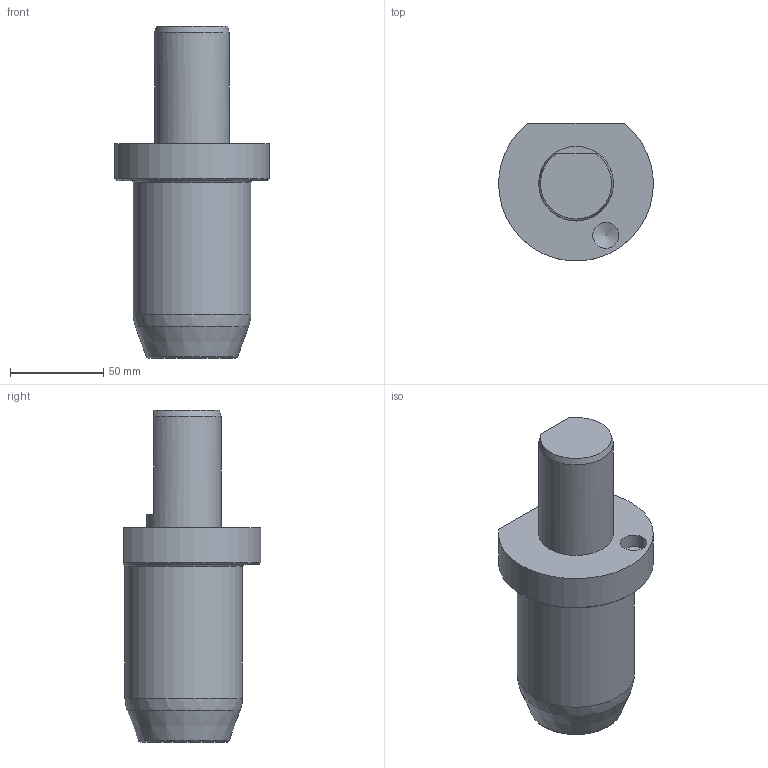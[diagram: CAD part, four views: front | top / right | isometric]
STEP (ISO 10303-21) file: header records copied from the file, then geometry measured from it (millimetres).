
FILE_DESCRIPTION(/* description */ (''),/* implementation_level */ '2;1');
FILE_NAME(/* name */ '1508153992095.stp',/* time_stamp */ '2017-10-16T13:39:58+02:00',/* author */ (''),/* organization */ ('SMS'),/* preprocessor_version */ 'ST-DEVELOPER v15',/* originating_system */ 'SIEMENS PLM Software NX 8.5',/* authorisation */ '');
FILE_SCHEMA (('AUTOMOTIVE_DESIGN { 1 0 10303 214 3 1 1 1 }'));
Length unit declared in the file: millimetre
Products named in the file (1): 201207781MOD000_00
Bounding box: 82.91 x 73.85 x 178 mm (x, y, z)
Volume: 458514.6 mm3; surface area: 40425.2 mm2
Topology: 1 solids, 1 shells, 18 faces, 41 edges, 26 vertices
Faces by surface type: plane 7, cone 4, cylinder 4, torus 2, bspline 1
Full cylindrical faces by diameter (mm): 14.014 x1, 39.992 x1, 63 x1
Entity records: 505 total; most frequent: CARTESIAN_POINT 111, DIRECTION 81, ORIENTED_EDGE 56, AXIS2_PLACEMENT_3D 36, EDGE_CURVE 28, EDGE_LOOP 27, VERTEX_POINT 22, FACE_BOUND 19
